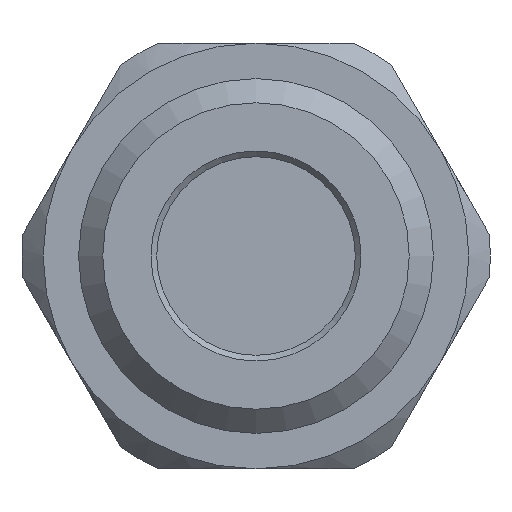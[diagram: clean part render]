
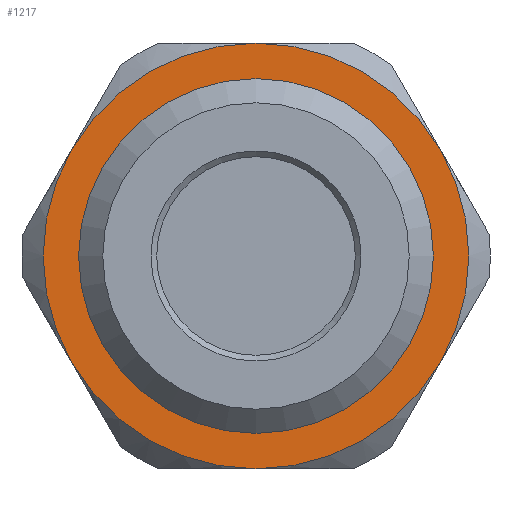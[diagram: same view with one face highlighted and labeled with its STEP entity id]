
A CAD part, front view. The second image highlights one B-rep face of the part: STEP entity #1217.
In plain terms, the highlighted planar face has unit normal (0, -1, 0).
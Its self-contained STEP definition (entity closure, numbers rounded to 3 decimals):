
#95=FACE_BOUND('',#397,.T.);
#320=FACE_OUTER_BOUND('',#396,.T.);
#396=EDGE_LOOP('',(#944,#945,#946,#947,#948,#949));
#397=EDGE_LOOP('',(#950));
#488=CIRCLE('',#1350,7.5);
#489=CIRCLE('',#1351,7.5);
#490=CIRCLE('',#1352,7.5);
#491=CIRCLE('',#1353,7.5);
#492=CIRCLE('',#1354,7.5);
#493=CIRCLE('',#1355,7.5);
#494=CIRCLE('',#1356,6.25);
#581=VERTEX_POINT('',#1981);
#582=VERTEX_POINT('',#1982);
#583=VERTEX_POINT('',#1984);
#584=VERTEX_POINT('',#1986);
#585=VERTEX_POINT('',#1988);
#586=VERTEX_POINT('',#1990);
#587=VERTEX_POINT('',#1993);
#713=EDGE_CURVE('',#581,#582,#488,.T.);
#714=EDGE_CURVE('',#582,#583,#489,.T.);
#715=EDGE_CURVE('',#583,#584,#490,.T.);
#716=EDGE_CURVE('',#584,#585,#491,.T.);
#717=EDGE_CURVE('',#585,#586,#492,.T.);
#718=EDGE_CURVE('',#586,#581,#493,.T.);
#719=EDGE_CURVE('',#587,#587,#494,.T.);
#944=ORIENTED_EDGE('',*,*,#713,.T.);
#945=ORIENTED_EDGE('',*,*,#714,.T.);
#946=ORIENTED_EDGE('',*,*,#715,.T.);
#947=ORIENTED_EDGE('',*,*,#716,.T.);
#948=ORIENTED_EDGE('',*,*,#717,.T.);
#949=ORIENTED_EDGE('',*,*,#718,.T.);
#950=ORIENTED_EDGE('',*,*,#719,.F.);
#1175=PLANE('',#1349);
#1217=ADVANCED_FACE('',(#320,#95),#1175,.T.);
#1349=AXIS2_PLACEMENT_3D('',#1980,#1590,#1591);
#1350=AXIS2_PLACEMENT_3D('',#1983,#1592,#1593);
#1351=AXIS2_PLACEMENT_3D('',#1985,#1594,#1595);
#1352=AXIS2_PLACEMENT_3D('',#1987,#1596,#1597);
#1353=AXIS2_PLACEMENT_3D('',#1989,#1598,#1599);
#1354=AXIS2_PLACEMENT_3D('',#1991,#1600,#1601);
#1355=AXIS2_PLACEMENT_3D('',#1992,#1602,#1603);
#1356=AXIS2_PLACEMENT_3D('',#1994,#1604,#1605);
#1590=DIRECTION('center_axis',(0.,-1.,0.));
#1591=DIRECTION('ref_axis',(0.,0.,
1.));
#1592=DIRECTION('center_axis',(0.,-1.,0.));
#1593=DIRECTION('ref_axis',(1.,0.,0.));
#1594=DIRECTION('center_axis',(0.,-1.,0.));
#1595=DIRECTION('ref_axis',(1.,0.,0.));
#1596=DIRECTION('center_axis',(0.,-1.,0.));
#1597=DIRECTION('ref_axis',(1.,0.,0.));
#1598=DIRECTION('center_axis',(0.,-1.,0.));
#1599=DIRECTION('ref_axis',(1.,0.,0.));
#1600=DIRECTION('center_axis',(0.,-1.,0.));
#1601=DIRECTION('ref_axis',(1.,0.,0.));
#1602=DIRECTION('center_axis',(0.,-1.,0.));
#1603=DIRECTION('ref_axis',(1.,0.,0.));
#1604=DIRECTION('center_axis',(0.,-1.,0.));
#1605=DIRECTION('ref_axis',(-1.,0.,0.));
#1980=CARTESIAN_POINT('Origin',(1.908,-8.814,0.));
#1981=CARTESIAN_POINT('',(1.778,-8.814,-3.75));
#1982=CARTESIAN_POINT('',(1.778,-8.814,3.75));
#1983=CARTESIAN_POINT('Origin',(-4.717,-8.814,0.));
#1984=CARTESIAN_POINT('',(-4.717,-8.814,7.5));
#1985=CARTESIAN_POINT('Origin',(-4.717,-8.814,0.));
#1986=CARTESIAN_POINT('',(-11.212,-8.814,3.75));
#1987=CARTESIAN_POINT('Origin',(-4.717,-8.814,0.));
#1988=CARTESIAN_POINT('',(-11.212,-8.814,-3.75));
#1989=CARTESIAN_POINT('Origin',(-4.717,-8.814,0.));
#1990=CARTESIAN_POINT('',(-4.717,-8.814,-7.5));
#1991=CARTESIAN_POINT('Origin',(-4.717,-8.814,0.));
#1992=CARTESIAN_POINT('Origin',(-4.717,-8.814,0.));
#1993=CARTESIAN_POINT('',(1.533,-8.814,0.));
#1994=CARTESIAN_POINT('Origin',(-4.717,-8.814,0.));
